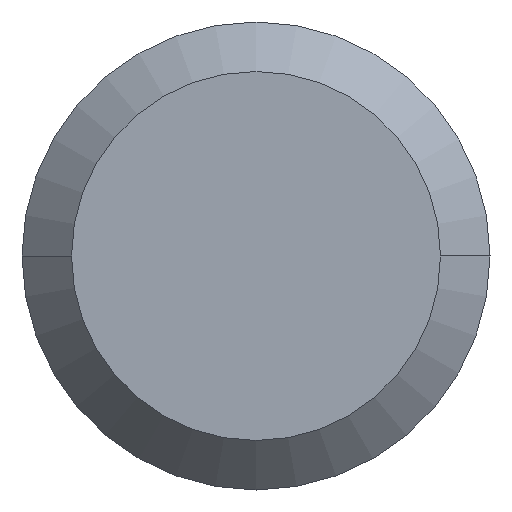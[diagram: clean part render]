
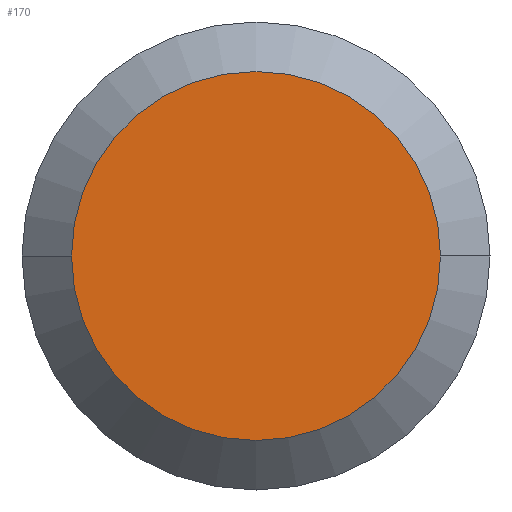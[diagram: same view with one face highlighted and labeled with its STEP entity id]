
A CAD part, left-side view. The second image highlights one B-rep face of the part: STEP entity #170.
In plain terms, the highlighted planar face has unit normal (-1, 0, 0).
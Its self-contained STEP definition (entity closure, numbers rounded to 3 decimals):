
#4 = CARTESIAN_POINT ( 'NONE',  ( 0., 0., 0. ) ) ;
#24 = ORIENTED_EDGE ( 'NONE', *, *, #416, .F. ) ;
#66 = VERTEX_POINT ( 'NONE', #186 ) ;
#81 = DIRECTION ( 'NONE',  ( 0., 1., 0. ) ) ;
#104 = CARTESIAN_POINT ( 'NONE',  ( 0., 0., 0. ) ) ;
#125 = CIRCLE ( 'NONE', #341, 2.365 ) ;
#143 = ORIENTED_EDGE ( 'NONE', *, *, #265, .F. ) ;
#152 = FACE_OUTER_BOUND ( 'NONE', #156, .T. ) ;
#156 = EDGE_LOOP ( 'NONE', ( #143, #24 ) ) ;
#166 = AXIS2_PLACEMENT_3D ( 'NONE', #104, #263, #357 ) ;
#170 = ADVANCED_FACE ( 'NONE', ( #152 ), #221, .T. ) ;
#186 = CARTESIAN_POINT ( 'NONE',  ( 0., 2.365, 0. ) ) ;
#204 = DIRECTION ( 'NONE',  ( 1., 0., 0. ) ) ;
#219 = DIRECTION ( 'NONE',  ( 0., 1., 0. ) ) ;
#221 = PLANE ( 'NONE',  #166 ) ;
#254 = DIRECTION ( 'NONE',  ( 1., 0., 0. ) ) ;
#263 = DIRECTION ( 'NONE',  ( -1., 0., 0. ) ) ;
#265 = EDGE_CURVE ( 'NONE', #66, #382, #125, .T. ) ;
#341 = AXIS2_PLACEMENT_3D ( 'NONE', #407, #204, #81 ) ;
#357 = DIRECTION ( 'NONE',  ( 0., -1., 0. ) ) ;
#358 = CIRCLE ( 'NONE', #390, 2.365 ) ;
#382 = VERTEX_POINT ( 'NONE', #394 ) ;
#390 = AXIS2_PLACEMENT_3D ( 'NONE', #4, #254, #219 ) ;
#394 = CARTESIAN_POINT ( 'NONE',  ( 0., -2.365, 0. ) ) ;
#407 = CARTESIAN_POINT ( 'NONE',  ( 0., 0., 0. ) ) ;
#416 = EDGE_CURVE ( 'NONE', #382, #66, #358, .T. ) ;
